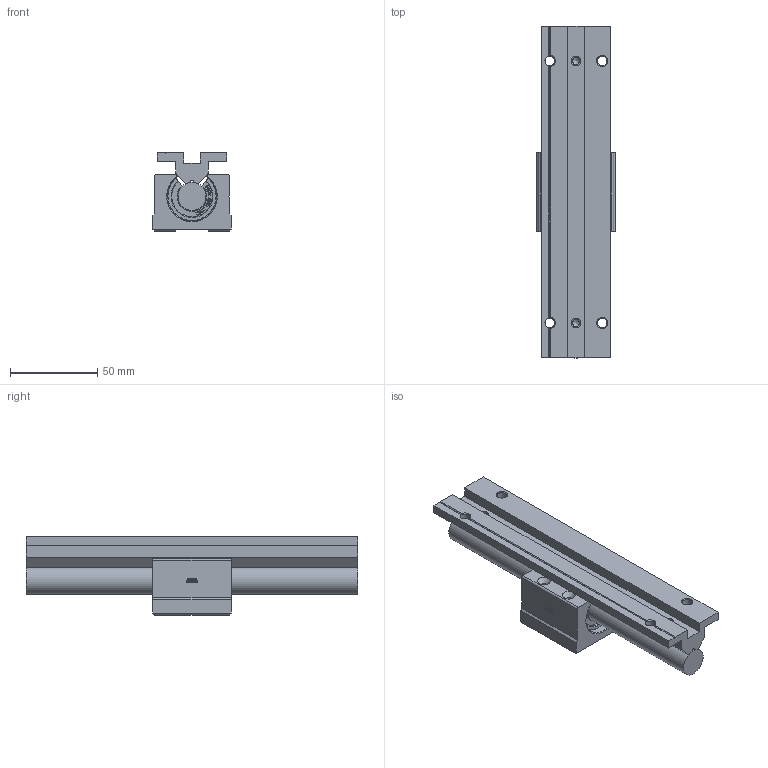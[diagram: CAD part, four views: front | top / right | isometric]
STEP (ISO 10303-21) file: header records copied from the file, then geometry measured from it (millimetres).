
FILE_DESCRIPTION((''),'2;1');
FILE_NAME('SBR16UU.stp','2013-02-07T11:58:22',('user2'),(''),'Autodesk Inventor 2012','Autodesk Inventor 2012','');
FILE_SCHEMA(('AUTOMOTIVE_DESIGN { 1 0 10303 214 1 1 1 1 }'));
Length unit declared in the file: millimetre
Products named in the file (4): SBR16UU; LM16UUOP; SBS16
Assembly tree (3 placements, depth 2):
  SBR16UU
    LM16UUOP
    SBR16UU
    SBS16
Bounding box: 45 x 190 x 45 mm (x, y, z)
Volume: 147552.9 mm3; surface area: 51320.3 mm2
Topology: 4 solids, 4 shells, 1270 faces, 3588 edges, 2380 vertices
Faces by surface type: bspline 850, plane 352, cone 36, cylinder 30, torus 2
Full cylindrical faces by diameter (mm): 2.459 x4, 4.134 x4, 5.5 x6
Entity records: 43369 total; most frequent: CARTESIAN_POINT 15313, ORIENTED_EDGE 7068, EDGE_CURVE 3534, DIRECTION 2756, VERTEX_POINT 2364, VECTOR 1714, LINE 1714, QUASI_UNIFORM_CURVE 1438
